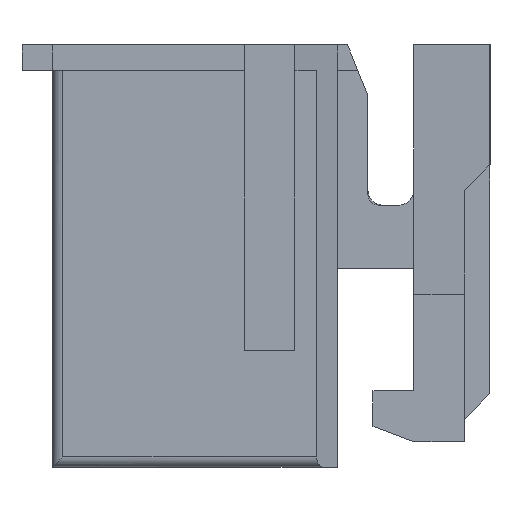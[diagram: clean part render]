
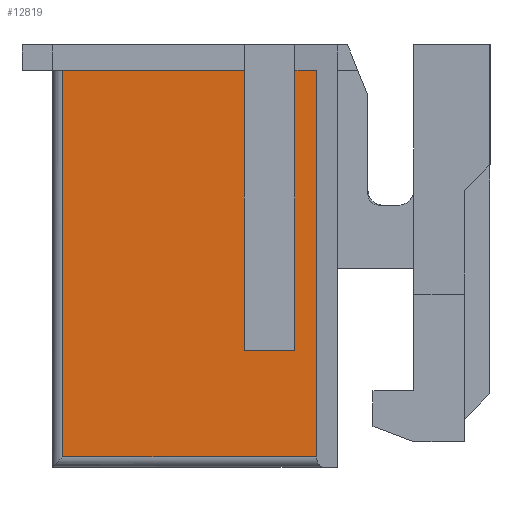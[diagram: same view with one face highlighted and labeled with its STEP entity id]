
A CAD part, left-side view. The second image highlights one B-rep face of the part: STEP entity #12819.
In plain terms, the highlighted planar face has unit normal (-1, 0, 0).
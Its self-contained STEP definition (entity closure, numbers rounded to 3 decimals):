
#2157=CARTESIAN_POINT('',(-12.35,-2.39,0.2));
#2179=DIRECTION('',(0.,1.,0.));
#2180=VECTOR('',#2179,4.99);
#2181=CARTESIAN_POINT('',(-12.35,-2.39,0.2));
#2182=LINE('',#2181,#2180);
#2183=DIRECTION('',(0.,0.,-1.));
#2184=VECTOR('',#2183,7.6);
#2185=CARTESIAN_POINT('',(-12.35,2.6,7.8));
#2186=LINE('',#2185,#2184);
#2187=DIRECTION('',(0.,-1.,0.));
#2188=VECTOR('',#2187,3.565);
#2189=CARTESIAN_POINT('',(-12.35,2.6,7.8));
#2190=LINE('',#2189,#2188);
#2191=DIRECTION('',(0.,0.,-1.));
#2192=VECTOR('',#2191,5.3);
#2193=CARTESIAN_POINT('',(-12.35,-0.965,7.8));
#2194=LINE('',#2193,#2192);
#2195=DIRECTION('',(0.,1.,0.));
#2196=VECTOR('',#2195,1.);
#2197=CARTESIAN_POINT('',(-12.35,-1.965,2.5));
#2198=LINE('',#2197,#2196);
#2199=DIRECTION('',(0.,0.,-1.));
#2200=VECTOR('',#2199,5.3);
#2201=CARTESIAN_POINT('',(-12.35,-1.965,7.8));
#2202=LINE('',#2201,#2200);
#2203=DIRECTION('',(0.,-1.,0.));
#2204=VECTOR('',#2203,0.425);
#2205=CARTESIAN_POINT('',(-12.35,-1.965,7.8));
#2206=LINE('',#2205,#2204);
#2207=DIRECTION('',(0.,0.,1.));
#2208=VECTOR('',#2207,7.6);
#2209=CARTESIAN_POINT('',(-12.35,-2.39,0.2));
#2210=LINE('',#2209,#2208);
#8159=CARTESIAN_POINT('',(-12.35,-1.965,2.5));
#8160=CARTESIAN_POINT('',(-12.35,-0.965,2.5));
#8161=VERTEX_POINT('',#8159);
#8162=VERTEX_POINT('',#8160);
#8163=CARTESIAN_POINT('',(-12.35,-0.965,7.8));
#8164=VERTEX_POINT('',#8163);
#8165=CARTESIAN_POINT('',(-12.35,-1.965,7.8));
#8166=VERTEX_POINT('',#8165);
#8562=CARTESIAN_POINT('',(-12.35,-2.39,7.8));
#8564=VERTEX_POINT('',#8562);
#8575=VERTEX_POINT('',#2157);
#8579=CARTESIAN_POINT('',(-12.35,2.6,0.2));
#8580=VERTEX_POINT('',#8579);
#8581=CARTESIAN_POINT('',(-12.35,2.6,7.8));
#8582=VERTEX_POINT('',#8581);
#12799=CARTESIAN_POINT('',(-12.35,2.8,0.));
#12800=DIRECTION('',(-1.,0.,0.));
#12801=DIRECTION('',(0.,-1.,0.));
#12802=AXIS2_PLACEMENT_3D('',#12799,#12800,#12801);
#12803=PLANE('',#12802);
#12804=ORIENTED_EDGE('',*,*,#12779,.T.);
#12805=ORIENTED_EDGE('',*,*,#12789,.F.);
#12807=ORIENTED_EDGE('',*,*,#12806,.T.);
#12809=ORIENTED_EDGE('',*,*,#12808,.T.);
#12811=ORIENTED_EDGE('',*,*,#12810,.F.);
#12813=ORIENTED_EDGE('',*,*,#12812,.F.);
#12815=ORIENTED_EDGE('',*,*,#12814,.T.);
#12816=ORIENTED_EDGE('',*,*,#12756,.F.);
#12817=EDGE_LOOP('',(#12804,#12805,#12807,#12809,#12811,#12813,#12815,#12816));
#12818=FACE_OUTER_BOUND('',#12817,.F.);
#12756=EDGE_CURVE('',#8575,#8564,#2210,.T.);
#12779=EDGE_CURVE('',#8575,#8580,#2182,.T.);
#12789=EDGE_CURVE('',#8582,#8580,#2186,.T.);
#12806=EDGE_CURVE('',#8582,#8164,#2190,.T.);
#12808=EDGE_CURVE('',#8164,#8162,#2194,.T.);
#12810=EDGE_CURVE('',#8161,#8162,#2198,.T.);
#12812=EDGE_CURVE('',#8166,#8161,#2202,.T.);
#12814=EDGE_CURVE('',#8166,#8564,#2206,.T.);
#12819=ADVANCED_FACE('',(#12818),#12803,.T.);
